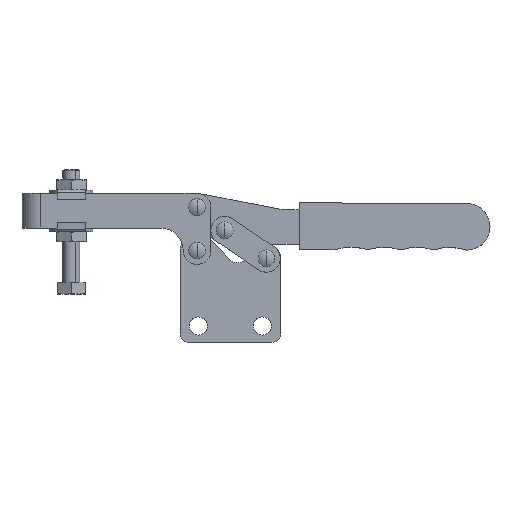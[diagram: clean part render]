
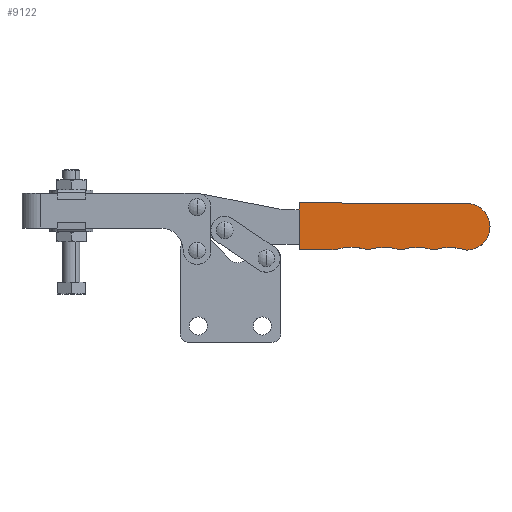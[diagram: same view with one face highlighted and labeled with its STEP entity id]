
A CAD part, top view. The second image highlights one B-rep face of the part: STEP entity #9122.
In plain terms, the highlighted planar face has unit normal (0, 0, 1).
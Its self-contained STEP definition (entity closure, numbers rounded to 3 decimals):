
#2 = ORIENTED_EDGE ( 'NONE', *, *, #1133, .T. ) ;
#39 = EDGE_CURVE ( 'NONE', #8023, #2322, #6970, .T. ) ;
#177 = ORIENTED_EDGE ( 'NONE', *, *, #195, .T. ) ;
#195 = EDGE_CURVE ( 'NONE', #5711, #8023, #6748, .T. ) ;
#380 = VERTEX_POINT ( 'NONE', #2303 ) ;
#480 = CARTESIAN_POINT ( 'NONE',  ( 107.302, 38.859, 5.5 ) ) ;
#894 = DIRECTION ( 'NONE',  ( 0., 0., 1. ) ) ;
#980 = EDGE_CURVE ( 'NONE', #2263, #1555, #3996, .T. ) ;
#990 = CARTESIAN_POINT ( 'NONE',  ( 68.443, 25.704, 5.5 ) ) ;
#1013 = CIRCLE ( 'NONE', #3363, 3. ) ;
#1133 = EDGE_CURVE ( 'NONE', #1257, #8898, #7484, .T. ) ;
#1167 = CARTESIAN_POINT ( 'NONE',  ( 97.562, -5.134, 5.5 ) ) ;
#1179 = EDGE_CURVE ( 'NONE', #1555, #4255, #7014, .T. ) ;
#1257 = VERTEX_POINT ( 'NONE', #7793 ) ;
#1456 = CARTESIAN_POINT ( 'NONE',  ( 50.276, 28.707, 5.5 ) ) ;
#1463 = DIRECTION ( 'NONE',  ( 1., -0.003, 0. ) ) ;
#1531 = EDGE_CURVE ( 'NONE', #6590, #1257, #3954, .T. ) ;
#1555 = VERTEX_POINT ( 'NONE', #4629 ) ;
#1583 = CARTESIAN_POINT ( 'NONE',  ( 10.706, 52.601, 5.5 ) ) ;
#1640 = DIRECTION ( 'NONE',  ( 1., -0.003, 0. ) ) ;
#1844 = DIRECTION ( 'NONE',  ( 0., 0., 1. ) ) ;
#1889 = DIRECTION ( 'NONE',  ( 0., 0., 1. ) ) ;
#2263 = VERTEX_POINT ( 'NONE', #4231 ) ;
#2303 = CARTESIAN_POINT ( 'NONE',  ( 31.681, 25.675, 5.5 ) ) ;
#2322 = VERTEX_POINT ( 'NONE', #3907 ) ;
#2368 = EDGE_CURVE ( 'NONE', #6619, #380, #1013, .T. ) ;
#2378 = DIRECTION ( 'NONE',  ( 0., 0., 1. ) ) ;
#2480 = CARTESIAN_POINT ( 'NONE',  ( 78.821, -5.087, 5.5 ) ) ;
#2693 = LINE ( 'NONE', #8354, #8407 ) ;
#2769 = CARTESIAN_POINT ( 'NONE',  ( 10.706, 52.601, 5.5 ) ) ;
#2792 = AXIS2_PLACEMENT_3D ( 'NONE', #5782, #6330, #6504 ) ;
#2886 = AXIS2_PLACEMENT_3D ( 'NONE', #4245, #1844, #3697 ) ;
#3246 = CARTESIAN_POINT ( 'NONE',  ( 69.276, 28.586, 5.5 ) ) ;
#3363 = AXIS2_PLACEMENT_3D ( 'NONE', #7228, #6321, #1463 ) ;
#3367 = CARTESIAN_POINT ( 'NONE',  ( 89.072, 25.72, 5.5 ) ) ;
#3390 = CIRCLE ( 'NONE', #2886, 3. ) ;
#3426 = AXIS2_PLACEMENT_3D ( 'NONE', #3246, #1889, #8814 ) ;
#3437 = CARTESIAN_POINT ( 'NONE',  ( 87.466, 25.724, 5.5 ) ) ;
#3475 = DIRECTION ( 'NONE',  ( 0., 0., -1. ) ) ;
#3602 = EDGE_CURVE ( 'NONE', #2322, #6590, #3390, .T. ) ;
#3697 = DIRECTION ( 'NONE',  ( 1., -0.003, 0. ) ) ;
#3708 = ORIENTED_EDGE ( 'NONE', *, *, #8270, .T. ) ;
#3750 = EDGE_LOOP ( 'NONE', ( #9478, #177, #4903, #5382, #5656, #2, #6738, #5419, #4970, #6629, #8788, #6872, #3708 ) ) ;
#3798 = CARTESIAN_POINT ( 'NONE',  ( 10.639, 25.601, 5.5 ) ) ;
#3902 = AXIS2_PLACEMENT_3D ( 'NONE', #1167, #8942, #4929 ) ;
#3907 = CARTESIAN_POINT ( 'NONE',  ( 106.83, 25.495, 5.5 ) ) ;
#3954 = CIRCLE ( 'NONE', #6111, 13.5 ) ;
#3996 = CIRCLE ( 'NONE', #6694, 3. ) ;
#4225 = CARTESIAN_POINT ( 'NONE',  ( 107.812, 25.368, 5.5 ) ) ;
#4231 = CARTESIAN_POINT ( 'NONE',  ( 49.466, 25.819, 5.5 ) ) ;
#4245 = CARTESIAN_POINT ( 'NONE',  ( 107.699, 28.366, 5.5 ) ) ;
#4255 = VERTEX_POINT ( 'NONE', #990 ) ;
#4286 = AXIS2_PLACEMENT_3D ( 'NONE', #2480, #5954, #8340 ) ;
#4629 = CARTESIAN_POINT ( 'NONE',  ( 51.072, 25.815, 5.5 ) ) ;
#4740 = CARTESIAN_POINT ( 'NONE',  ( 30.817, 25.55, 5.5 ) ) ;
#4903 = ORIENTED_EDGE ( 'NONE', *, *, #39, .T. ) ;
#4929 = DIRECTION ( 'NONE',  ( 1., -0.003, 0. ) ) ;
#4970 = ORIENTED_EDGE ( 'NONE', *, *, #2368, .T. ) ;
#5257 = CARTESIAN_POINT ( 'NONE',  ( 40.822, -4.992, 5.5 ) ) ;
#5373 = DIRECTION ( 'NONE',  ( 1., -0.003, 0. ) ) ;
#5382 = ORIENTED_EDGE ( 'NONE', *, *, #3602, .T. ) ;
#5409 = AXIS2_PLACEMENT_3D ( 'NONE', #5257, #8259, #1640 ) ;
#5419 = ORIENTED_EDGE ( 'NONE', *, *, #9614, .T. ) ;
#5656 = ORIENTED_EDGE ( 'NONE', *, *, #1531, .T. ) ;
#5711 = VERTEX_POINT ( 'NONE', #3437 ) ;
#5757 = CIRCLE ( 'NONE', #5409, 32. ) ;
#5782 = CARTESIAN_POINT ( 'NONE',  ( 59.562, -5.038, 5.5 ) ) ;
#5847 = FACE_OUTER_BOUND ( 'NONE', #3750, .T. ) ;
#5954 = DIRECTION ( 'NONE',  ( 0., 0., 1. ) ) ;
#6111 = AXIS2_PLACEMENT_3D ( 'NONE', #480, #894, #5373 ) ;
#6321 = DIRECTION ( 'NONE',  ( 0., 0., 1. ) ) ;
#6330 = DIRECTION ( 'NONE',  ( 0., 0., -1. ) ) ;
#6441 = CARTESIAN_POINT ( 'NONE',  ( 88.276, 28.612, 5.5 ) ) ;
#6504 = DIRECTION ( 'NONE',  ( 1., -0.003, 0. ) ) ;
#6517 = DIRECTION ( 'NONE',  ( 1., -0.003, 0. ) ) ;
#6590 = VERTEX_POINT ( 'NONE', #4225 ) ;
#6613 = DIRECTION ( 'NONE',  ( -1., 0.003, 0. ) ) ;
#6619 = VERTEX_POINT ( 'NONE', #9077 ) ;
#6629 = ORIENTED_EDGE ( 'NONE', *, *, #6871, .T. ) ;
#6694 = AXIS2_PLACEMENT_3D ( 'NONE', #1456, #2378, #8187 ) ;
#6738 = ORIENTED_EDGE ( 'NONE', *, *, #7364, .T. ) ;
#6748 = CIRCLE ( 'NONE', #9421, 3. ) ;
#6797 = VECTOR ( 'NONE', #6613, 1000. ) ;
#6871 = EDGE_CURVE ( 'NONE', #380, #2263, #5757, .T. ) ;
#6872 = ORIENTED_EDGE ( 'NONE', *, *, #1179, .T. ) ;
#6970 = CIRCLE ( 'NONE', #3902, 32. ) ;
#7014 = CIRCLE ( 'NONE', #2792, 32. ) ;
#7228 = CARTESIAN_POINT ( 'NONE',  ( 30.824, 28.55, 5.5 ) ) ;
#7345 = CIRCLE ( 'NONE', #3426, 3. ) ;
#7364 = EDGE_CURVE ( 'NONE', #8898, #9707, #2693, .T. ) ;
#7443 = AXIS2_PLACEMENT_3D ( 'NONE', #7579, #3475, #6517 ) ;
#7484 = LINE ( 'NONE', #1583, #6797 ) ;
#7493 = PLANE ( 'NONE',  #4286 ) ;
#7579 = CARTESIAN_POINT ( 'NONE',  ( 78.821, -5.087, 5.5 ) ) ;
#7699 = VECTOR ( 'NONE', #7710, 1000. ) ;
#7710 = DIRECTION ( 'NONE',  ( 1., -0.003, 0. ) ) ;
#7793 = CARTESIAN_POINT ( 'NONE',  ( 107.336, 52.359, 5.5 ) ) ;
#7819 = DIRECTION ( 'NONE',  ( 1., -0.003, 0. ) ) ;
#8023 = VERTEX_POINT ( 'NONE', #3367 ) ;
#8147 = LINE ( 'NONE', #4740, #7699 ) ;
#8187 = DIRECTION ( 'NONE',  ( 1., -0.003, 0. ) ) ;
#8237 = DIRECTION ( 'NONE',  ( 0., 0., 1. ) ) ;
#8259 = DIRECTION ( 'NONE',  ( 0., 0., -1. ) ) ;
#8270 = EDGE_CURVE ( 'NONE', #4255, #9143, #7345, .T. ) ;
#8340 = DIRECTION ( 'NONE',  ( 1., -0.003, 0. ) ) ;
#8354 = CARTESIAN_POINT ( 'NONE',  ( 10.706, 52.601, 5.5 ) ) ;
#8366 = CARTESIAN_POINT ( 'NONE',  ( 70.094, 25.7, 5.5 ) ) ;
#8407 = VECTOR ( 'NONE', #9361, 1000. ) ;
#8788 = ORIENTED_EDGE ( 'NONE', *, *, #980, .T. ) ;
#8814 = DIRECTION ( 'NONE',  ( 1., -0.003, 0. ) ) ;
#8898 = VERTEX_POINT ( 'NONE', #2769 ) ;
#8942 = DIRECTION ( 'NONE',  ( 0., 0., -1. ) ) ;
#9077 = CARTESIAN_POINT ( 'NONE',  ( 30.817, 25.55, 5.5 ) ) ;
#9122 = ADVANCED_FACE ( 'NONE', ( #5847 ), #7493, .T. ) ;
#9143 = VERTEX_POINT ( 'NONE', #8366 ) ;
#9361 = DIRECTION ( 'NONE',  ( -0.003, -1., 0. ) ) ;
#9373 = EDGE_CURVE ( 'NONE', #9143, #5711, #9455, .T. ) ;
#9421 = AXIS2_PLACEMENT_3D ( 'NONE', #6441, #8237, #7819 ) ;
#9455 = CIRCLE ( 'NONE', #7443, 32. ) ;
#9478 = ORIENTED_EDGE ( 'NONE', *, *, #9373, .T. ) ;
#9614 = EDGE_CURVE ( 'NONE', #9707, #6619, #8147, .T. ) ;
#9707 = VERTEX_POINT ( 'NONE', #3798 ) ;
